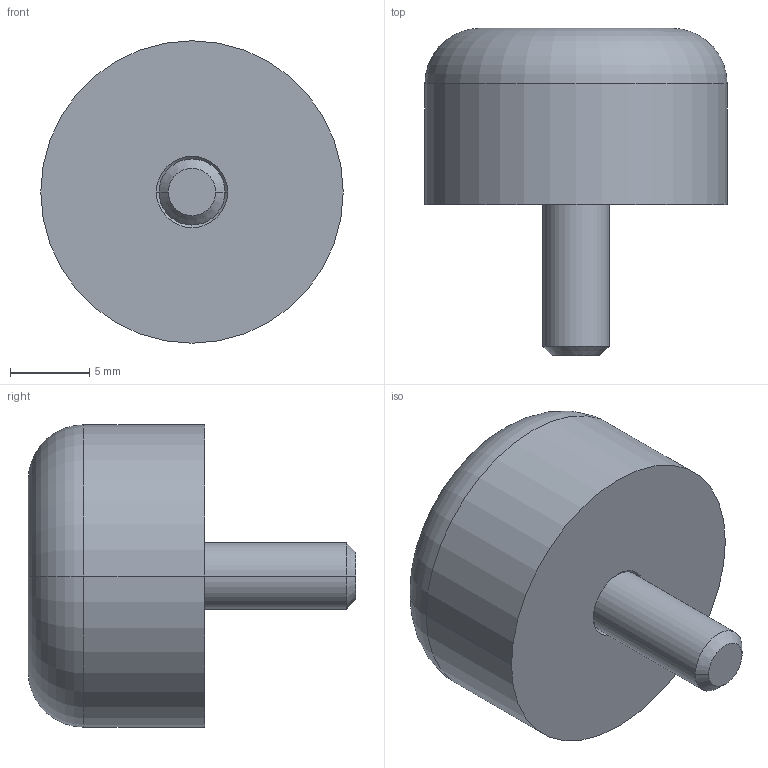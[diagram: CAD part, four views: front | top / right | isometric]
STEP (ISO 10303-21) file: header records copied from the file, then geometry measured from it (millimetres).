
FILE_DESCRIPTION (( 'STEP AP203' ), '1' );
FILE_NAME ('276-7499-001 Rev1.STEP', '2021-05-04T17:15:11', ( '' ), ( '' ), 'SwSTEP 2.0', 'SolidWorks 2019', '' );
FILE_SCHEMA (( 'CONFIG_CONTROL_DESIGN' ));
Length unit declared in the file: inch
Products named in the file (1): 276-7499-001 Rev1
Bounding box: 19.05 x 20.64 x 19.05 mm (x, y, z)
Volume: 3150.4 mm3; surface area: 1423.4 mm2
Topology: 2 solids, 2 shells, 19 faces, 38 edges, 20 vertices
Faces by surface type: cone 8, cylinder 6, plane 3, torus 2
Entity records: 541 total; most frequent: DIRECTION 94, CARTESIAN_POINT 74, ORIENTED_EDGE 68, AXIS2_PLACEMENT_3D 40, EDGE_CURVE 34, EDGE_LOOP 20, VERTEX_POINT 20, CIRCLE 20
